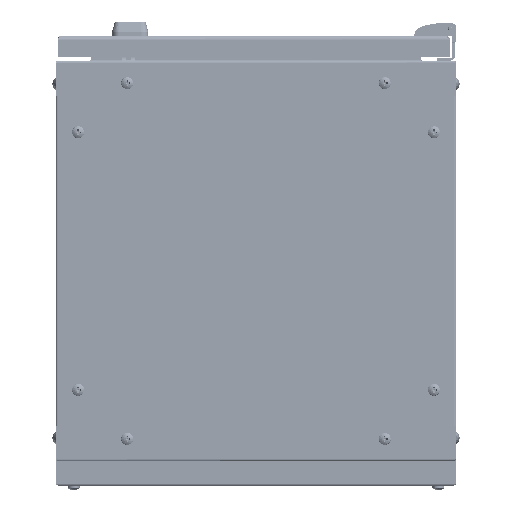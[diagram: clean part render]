
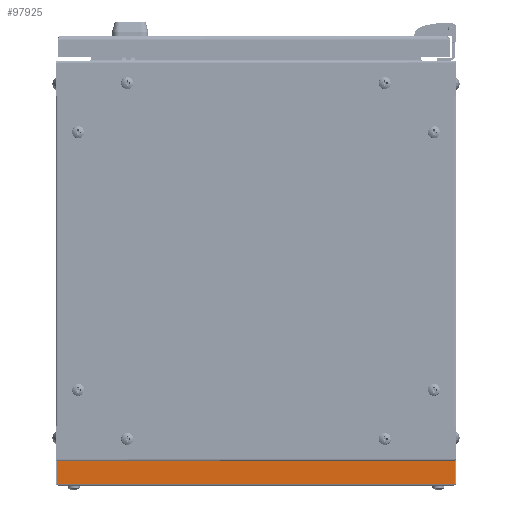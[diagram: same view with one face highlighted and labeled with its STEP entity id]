
A CAD part, front view. The second image highlights one B-rep face of the part: STEP entity #97925.
In plain terms, the highlighted planar face has unit normal (0, -1, 0).
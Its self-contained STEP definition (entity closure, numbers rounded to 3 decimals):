
#6265 = VERTEX_POINT ( 'NONE', #92616 ) ;
#9101 = PLANE ( 'NONE',  #85623 ) ;
#13738 = CARTESIAN_POINT ( 'NONE',  ( 0., 0., 23. ) ) ;
#15994 = CARTESIAN_POINT ( 'NONE',  ( 1.141, 0., 1. ) ) ;
#23239 = LINE ( 'NONE', #13738, #68954 ) ;
#23804 = VERTEX_POINT ( 'NONE', #73849 ) ;
#24335 = LINE ( 'NONE', #15994, #26242 ) ;
#26242 = VECTOR ( 'NONE', #84703, 1000. ) ;
#28004 = VERTEX_POINT ( 'NONE', #46988 ) ;
#30496 = EDGE_CURVE ( 'NONE', #6265, #28004, #32952, .T. ) ;
#32952 = LINE ( 'NONE', #51419, #89941 ) ;
#35051 = EDGE_CURVE ( 'NONE', #28004, #23804, #24335, .T. ) ;
#45955 = ORIENTED_EDGE ( 'NONE', *, *, #84324, .T. ) ;
#46988 = CARTESIAN_POINT ( 'NONE',  ( 1.141, 0., 1. ) ) ;
#51419 = CARTESIAN_POINT ( 'NONE',  ( 0., 0., 1. ) ) ;
#52004 = DIRECTION ( 'NONE',  ( -1., 0., 0. ) ) ;
#55100 = CARTESIAN_POINT ( 'NONE',  ( 398.859, 0., 23. ) ) ;
#56889 = LINE ( 'NONE', #75921, #69303 ) ;
#57823 = EDGE_LOOP ( 'NONE', ( #70544, #77182, #45955, #58832 ) ) ;
#58832 = ORIENTED_EDGE ( 'NONE', *, *, #35051, .F. ) ;
#61553 = CARTESIAN_POINT ( 'NONE',  ( 0., 0., 0. ) ) ;
#65284 = EDGE_CURVE ( 'NONE', #6265, #90027, #56889, .T. ) ;
#68954 = VECTOR ( 'NONE', #86378, 1000. ) ;
#69303 = VECTOR ( 'NONE', #94349, 1000. ) ;
#70544 = ORIENTED_EDGE ( 'NONE', *, *, #30496, .F. ) ;
#72242 = DIRECTION ( 'NONE',  ( 0., 0., 1. ) ) ;
#73849 = CARTESIAN_POINT ( 'NONE',  ( 1.141, 0., 23. ) ) ;
#75921 = CARTESIAN_POINT ( 'NONE',  ( 398.859, 0., 1. ) ) ;
#77182 = ORIENTED_EDGE ( 'NONE', *, *, #65284, .T. ) ;
#81775 = DIRECTION ( 'NONE',  ( 0., 1., 0. ) ) ;
#84324 = EDGE_CURVE ( 'NONE', #90027, #23804, #23239, .T. ) ;
#84703 = DIRECTION ( 'NONE',  ( 0., 0., 1. ) ) ;
#85623 = AXIS2_PLACEMENT_3D ( 'NONE', #61553, #81775, #72242 ) ;
#86378 = DIRECTION ( 'NONE',  ( -1., 0., 0. ) ) ;
#89941 = VECTOR ( 'NONE', #52004, 1000. ) ;
#90027 = VERTEX_POINT ( 'NONE', #55100 ) ;
#92616 = CARTESIAN_POINT ( 'NONE',  ( 398.859, 0., 1. ) ) ;
#94349 = DIRECTION ( 'NONE',  ( 0., 0., 1. ) ) ;
#97925 = ADVANCED_FACE ( 'NONE', ( #100194 ), #9101, .F. ) ;
#100194 = FACE_OUTER_BOUND ( 'NONE', #57823, .T. ) ;
